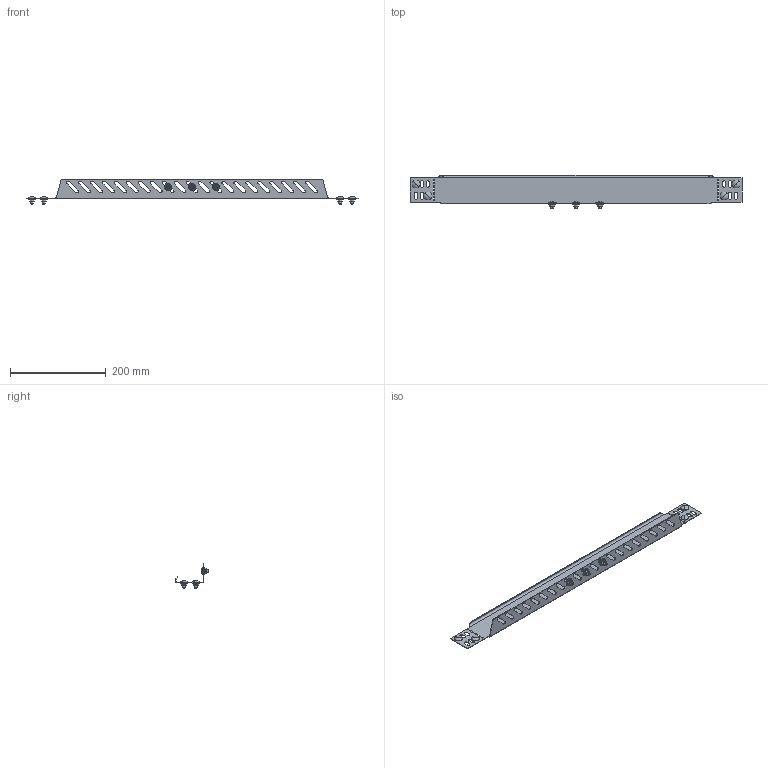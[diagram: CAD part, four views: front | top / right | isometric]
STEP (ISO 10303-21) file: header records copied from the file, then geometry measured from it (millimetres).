
FILE_DESCRIPTION (( 'STEP AP214' ), '1' );
FILE_NAME ('7195348.STEP', '2019-11-14T10:18:32', ( '' ), ( '' ), 'SwSTEP 2.0', 'SolidWorks 2018', '' );
FILE_SCHEMA (( 'AUTOMOTIVE_DESIGN' ));
Length unit declared in the file: millimetre
Products named in the file (4): KTS 07.054-010_RWEB 60 x 600; 7195348; 020342_DIN 603 M6x12; 020262_DIN EN 1661 - M6
Assembly tree (15 placements, depth 2):
  7195348
    KTS 07.054-010_RWEB 60 x 600
    020342_DIN 603 M6x12  x7
    020262_DIN EN 1661 - M6  x7
Bounding box: 695 x 71 x 51 mm (x, y, z)
Volume: 72458.7 mm3; surface area: 138422.4 mm2
Topology: 15 solids, 15 shells, 619 faces, 1535 edges, 953 vertices
Faces by surface type: plane 218, cylinder 194, cone 133, bspline 46, sphere 14, torus 14
Entity records: 9549 total; most frequent: CARTESIAN_POINT 2117, ORIENTED_EDGE 1510, DIRECTION 1467, EDGE_CURVE 755, AXIS2_PLACEMENT_3D 499, VERTEX_POINT 491, LINE 469, VECTOR 469
